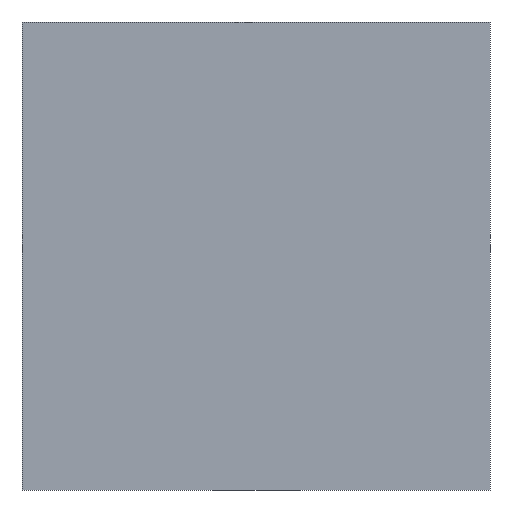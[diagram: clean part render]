
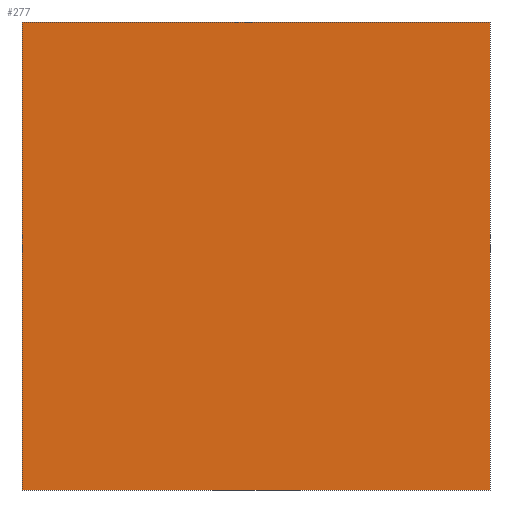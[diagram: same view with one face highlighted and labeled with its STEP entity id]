
A CAD part, front view. The second image highlights one B-rep face of the part: STEP entity #277.
In plain terms, the highlighted planar face has unit normal (0, -1, 0).
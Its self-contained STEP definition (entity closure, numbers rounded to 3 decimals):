
#54=ORIENTED_EDGE('',*,*,#102,.T.);
#55=ORIENTED_EDGE('',*,*,#106,.T.);
#56=ORIENTED_EDGE('',*,*,#113,.T.);
#57=ORIENTED_EDGE('',*,*,#116,.T.);
#102=EDGE_CURVE('',#138,#139,#162,.T.);
#106=EDGE_CURVE('',#139,#142,#166,.T.);
#113=EDGE_CURVE('',#142,#148,#171,.T.);
#116=EDGE_CURVE('',#148,#138,#174,.T.);
#138=VERTEX_POINT('',#406);
#139=VERTEX_POINT('',#407);
#142=VERTEX_POINT('',#415);
#148=VERTEX_POINT('',#429);
#162=LINE('',#405,#194);
#166=LINE('',#414,#198);
#171=LINE('',#428,#203);
#174=LINE('',#434,#206);
#194=VECTOR('',#329,1000.);
#198=VECTOR('',#335,1000.);
#203=VECTOR('',#346,1000.);
#206=VECTOR('',#351,1000.);
#229=EDGE_LOOP('',(#54,#55,#56,#57));
#247=FACE_BOUND('',#229,.T.);
#263=PLANE('',#308);
#277=ADVANCED_FACE('',(#247),#263,.T.);
#308=AXIS2_PLACEMENT_3D('',#437,#355,#356);
#329=DIRECTION('',(1.,0.,0.));
#335=DIRECTION('',(0.,0.,1.));
#346=DIRECTION('',(-1.,0.,0.));
#351=DIRECTION('',(0.,0.,-1.));
#355=DIRECTION('',(0.,-1.,0.));
#356=DIRECTION('',(0.,0.,-1.));
#405=CARTESIAN_POINT('',(-31.,0.,-31.));
#406=CARTESIAN_POINT('',(-31.,0.,-31.));
#407=CARTESIAN_POINT('',(31.,0.,-31.));
#414=CARTESIAN_POINT('',(31.,0.,-31.));
#415=CARTESIAN_POINT('',(31.,0.,31.));
#428=CARTESIAN_POINT('',(31.,0.,31.));
#429=CARTESIAN_POINT('',(-31.,0.,31.));
#434=CARTESIAN_POINT('',(-31.,0.,31.));
#437=CARTESIAN_POINT('',(0.,0.,0.));
